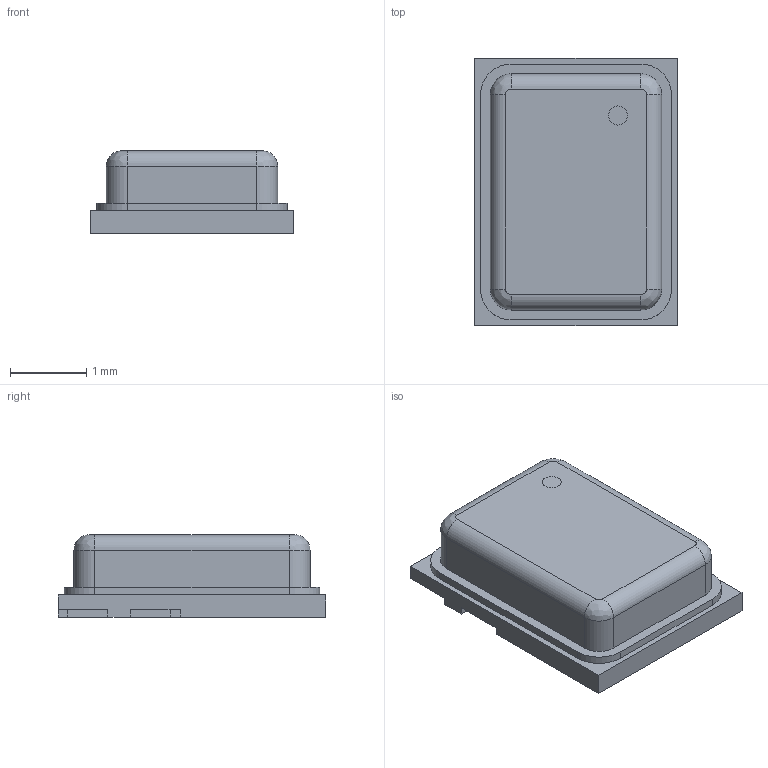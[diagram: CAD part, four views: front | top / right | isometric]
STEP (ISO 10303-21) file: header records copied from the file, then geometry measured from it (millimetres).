
FILE_DESCRIPTION(/* description */ (''),/* implementation_level */ '2;1');
FILE_NAME(/* name */ 'SPH0641LU4H-1.step',/* time_stamp */ '2022-04-04T12:20:45+02:00',/* author */ (''),/* organization */ (''),/* preprocessor_version */ 'ST-DEVELOPER v18.1',/* originating_system */ 'Autodesk Translation Framework v10.14.0.1471',/* authorisation */ '');
FILE_SCHEMA (('AUTOMOTIVE_DESIGN { 1 0 10303 214 3 1 1 }'));
Length unit declared in the file: millimetre
Products named in the file (1): (Unsaved)
Bounding box: 2.65 x 3.5 x 1.08 mm (x, y, z)
Volume: 8.1 mm3; surface area: 55.6 mm2
Topology: 9 solids, 9 shells, 92 faces, 196 edges, 128 vertices
Faces by surface type: plane 66, cylinder 22, bspline 4
Full cylindrical faces by diameter (mm): 0.25 x2, 0.325 x2, 0.625 x2, 1.025 x2, 1.625 x2
Entity records: 2541 total; most frequent: CARTESIAN_POINT 449, DIRECTION 422, ORIENTED_EDGE 392, EDGE_CURVE 196, LINE 148, VECTOR 148, AXIS2_PLACEMENT_3D 137, VERTEX_POINT 128
